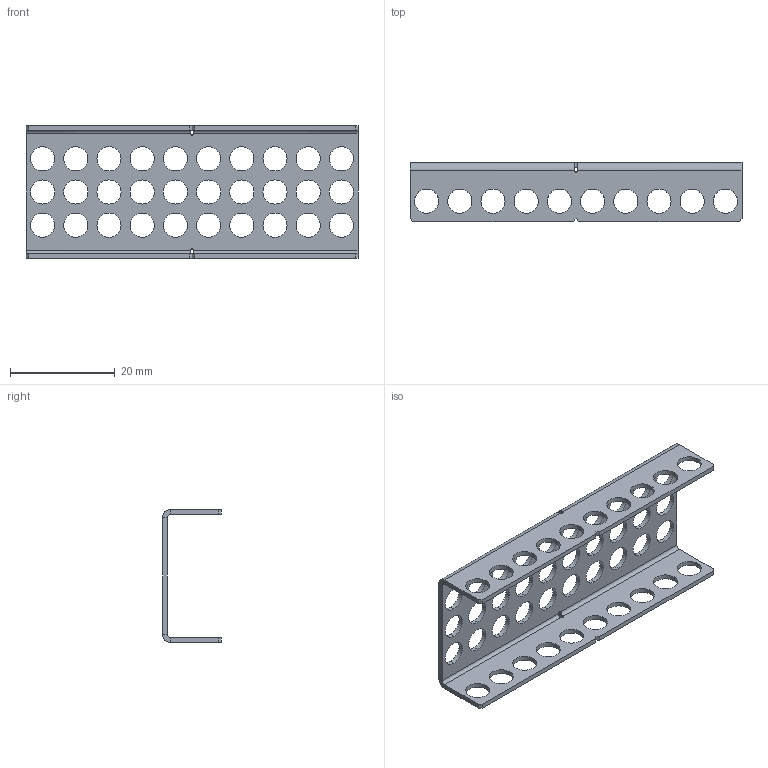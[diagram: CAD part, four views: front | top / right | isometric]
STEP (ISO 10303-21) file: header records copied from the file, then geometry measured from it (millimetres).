
FILE_DESCRIPTION (( 'STEP AP203' ), '1' );
FILE_NAME ('VM-CHAN-131-10 RevA.STEP', '2009-02-23T23:32:24', ( 'Innovation First, Inc.' ), ( 'Innovation First, Inc.' ), 'SwSTEP 2.0', 'SolidWorks 2008', '' );
FILE_SCHEMA (( 'CONFIG_CONTROL_DESIGN' ));
Length unit declared in the file: inch
Products named in the file (1): VM-CHAN-131-10 RevA
Bounding box: 63.5 x 11.25 x 25.4 mm (x, y, z)
Volume: 1849.6 mm3; surface area: 4917.9 mm2
Topology: 1 solids, 1 shells, 154 faces, 436 edges, 280 vertices
Faces by surface type: cylinder 114, plane 32, bspline 8
Entity records: 5407 total; most frequent: CARTESIAN_POINT 1007, DIRECTION 926, ORIENTED_EDGE 872, EDGE_CURVE 436, AXIS2_PLACEMENT_3D 375, VERTEX_POINT 280, EDGE_LOOP 254, CIRCLE 228
